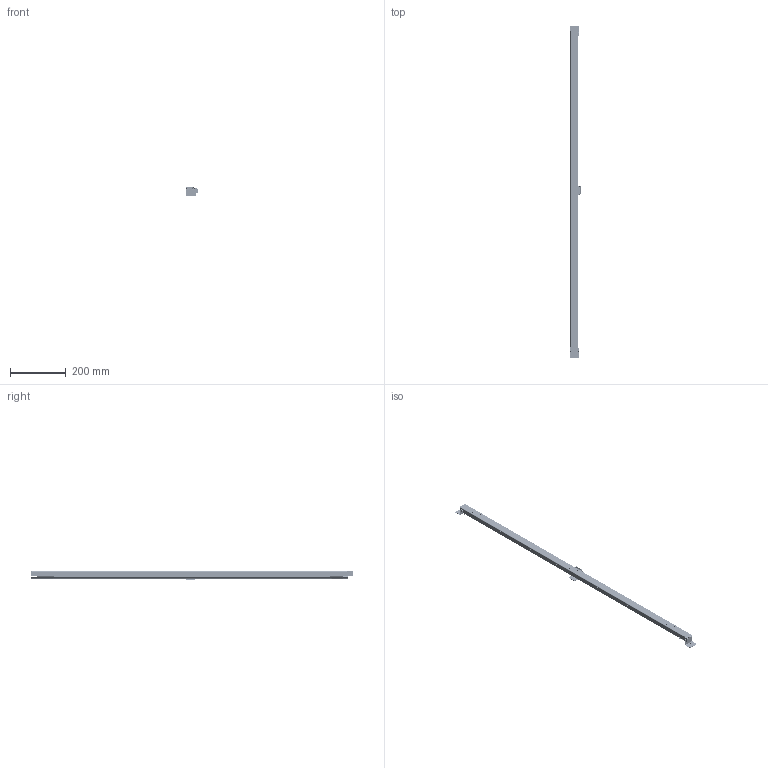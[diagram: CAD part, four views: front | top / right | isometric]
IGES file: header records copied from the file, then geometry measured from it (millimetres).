
Start section:  PTC IGES file: 141893_sm01.igs
Global section: file name: 141893_sm01.igs; native system: Creo Parametric by PTC Inc.; preprocessor: 2022414; author: banengservice; organization: Unknown; date: 20250709.102308; units: millimetre
Bounding box: 45.22 x 1188.83 x 34.17 mm (x, y, z)
Volume: 696004.2 mm3; surface area: 739370.2 mm2
Topology: 5 solids, 5 shells, 5318 faces, 28604 edges, 35991 vertices
Faces by surface type: bspline 2794, revolution 2524
